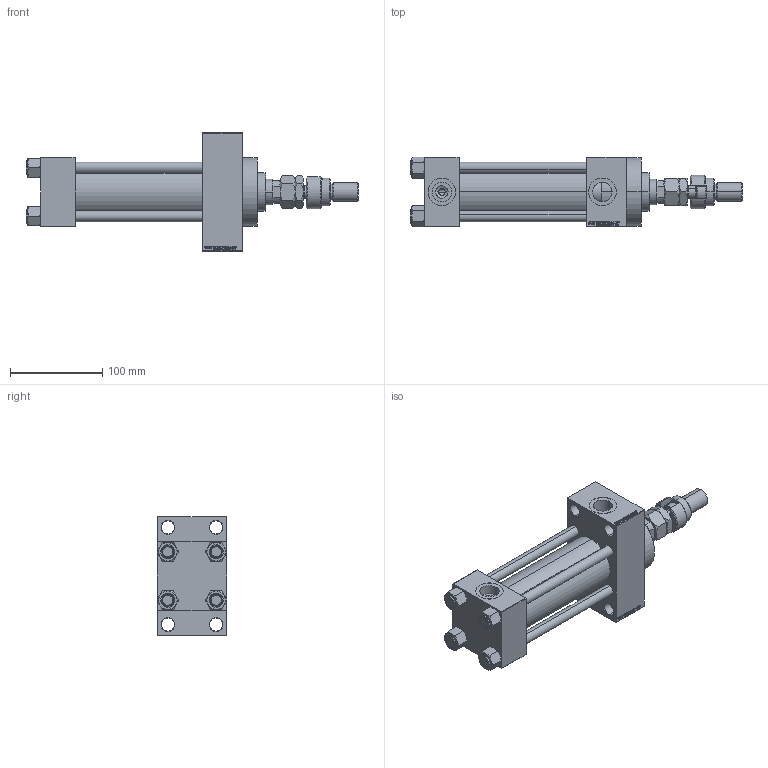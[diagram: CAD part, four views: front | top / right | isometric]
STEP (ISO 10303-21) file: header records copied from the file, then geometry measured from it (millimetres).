
FILE_DESCRIPTION (( 'STEP AP203' ), '1' );
FILE_NAME ('d663.STEP', '2022-04-14T13:20:38', ( '' ), ( '' ), 'SwSTEP 2.0', 'SolidWorks 2019', '' );
FILE_SCHEMA (( 'CONFIG_CONTROL_DESIGN' ));
Length unit declared in the file: millimetre
Products named in the file (9): DFA d8393a1c970072f5fbf99b5e037a5881; FEMALE_PART_FOR_DFA d8393a1c970072f5fbf99b5e037a5881; V215_VC_A d8393a1c970072f5fbf99b5e037a5881; V215CR_VCP_D d8393a1c970072f5fbf99b5e037a5881; V215CR_D_Body d8393a1c970072f5fbf99b5e037a5881; NUT_M5_D d8393a1c970072f5fbf99b5e037a5881; MFA d8393a1c970072f5fbf99b5e037a5881; d663; V215CR_D_TYCINKA d8393a1c970072f5fbf99b5e037a5881
Assembly tree (14 placements, depth 3):
  d663
    V215CR_D_Body d8393a1c970072f5fbf99b5e037a5881
    V215CR_VCP_D d8393a1c970072f5fbf99b5e037a5881
    NUT_M5_D d8393a1c970072f5fbf99b5e037a5881  x4
    V215CR_D_TYCINKA d8393a1c970072f5fbf99b5e037a5881  x4
    V215_VC_A d8393a1c970072f5fbf99b5e037a5881
    DFA d8393a1c970072f5fbf99b5e037a5881
      FEMALE_PART_FOR_DFA d8393a1c970072f5fbf99b5e037a5881
      MFA d8393a1c970072f5fbf99b5e037a5881
Bounding box: 359 x 75.54 x 128 mm (x, y, z)
Volume: 980300.4 mm3; surface area: 229527.4 mm2
Topology: 13 solids, 13 shells, 1196 faces, 2949 edges, 1895 vertices
Faces by surface type: plane 527, bspline 368, cone 184, cylinder 105, torus 12
Entity records: 50258 total; most frequent: CARTESIAN_POINT 25851, ORIENTED_EDGE 5390, DIRECTION 3609, EDGE_CURVE 2695, VERTEX_POINT 1751, VECTOR 1567, LINE 1567, EDGE_LOOP 1212
